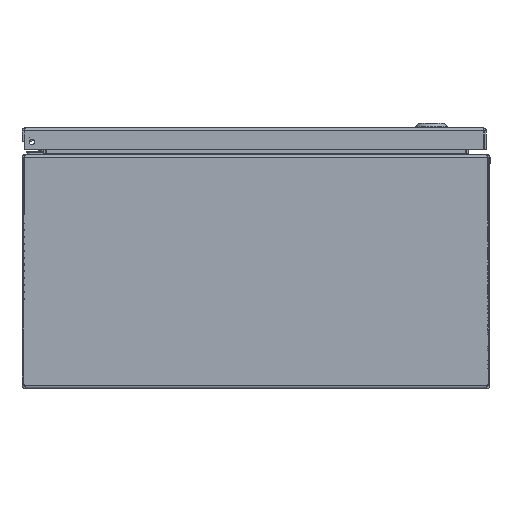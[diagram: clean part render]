
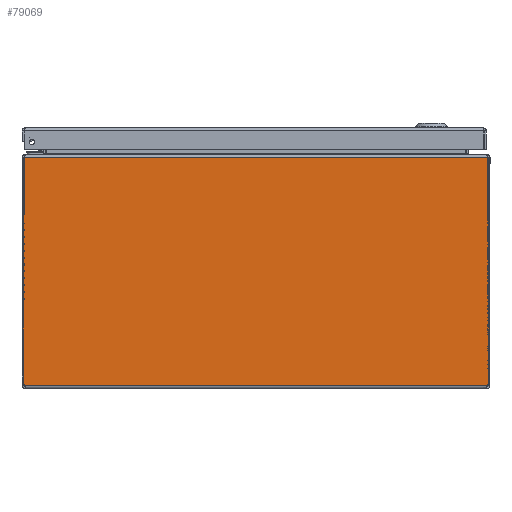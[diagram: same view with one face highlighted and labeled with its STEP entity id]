
A CAD part, front view. The second image highlights one B-rep face of the part: STEP entity #79069.
In plain terms, the highlighted planar face has unit normal (0, -1, 0).
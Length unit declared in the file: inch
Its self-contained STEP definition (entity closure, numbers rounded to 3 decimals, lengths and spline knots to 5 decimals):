
#2836 = CARTESIAN_POINT ( 'NONE',  ( 0.037, 0., 7.89475 ) ) ;
#2933 = EDGE_CURVE ( 'NONE', #10172, #48077, #68328, .T. ) ;
#10172 = VERTEX_POINT ( 'NONE', #80857 ) ;
#12169 = AXIS2_PLACEMENT_3D ( 'NONE', #97963, #104907, #31607 ) ;
#13042 = CIRCLE ( 'NONE', #87702, 0.068 ) ;
#16233 = DIRECTION ( 'NONE',  ( 1., 0., 0. ) ) ;
#17346 = EDGE_CURVE ( 'NONE', #17716, #86454, #41142, .T. ) ;
#17716 = VERTEX_POINT ( 'NONE', #51266 ) ;
#20609 = DIRECTION ( 'NONE',  ( 0., 0., 1. ) ) ;
#21038 = CARTESIAN_POINT ( 'NONE',  ( 15.963, 0., 0.10525 ) ) ;
#31064 = FACE_OUTER_BOUND ( 'NONE', #77316, .T. ) ;
#31607 = DIRECTION ( 'NONE',  ( 0., 0., 1. ) ) ;
#33716 = ORIENTED_EDGE ( 'NONE', *, *, #80689, .F. ) ;
#33946 = LINE ( 'NONE', #100371, #54940 ) ;
#34464 = CARTESIAN_POINT ( 'NONE',  ( 0.037, 0., 0.10525 ) ) ;
#36889 = EDGE_CURVE ( 'NONE', #106922, #106566, #97171, .T. ) ;
#38930 = VERTEX_POINT ( 'NONE', #71611 ) ;
#39655 = ORIENTED_EDGE ( 'NONE', *, *, #89551, .T. ) ;
#40263 = CARTESIAN_POINT ( 'NONE',  ( 0.11361, 0., 0.10525 ) ) ;
#40959 = CARTESIAN_POINT ( 'NONE',  ( 8., 0., 7.89475 ) ) ;
#41142 = LINE ( 'NONE', #21038, #71320 ) ;
#41399 = EDGE_CURVE ( 'NONE', #53350, #38930, #88333, .T. ) ;
#42354 = DIRECTION ( 'NONE',  ( 1., 0., 0. ) ) ;
#42412 = CARTESIAN_POINT ( 'NONE',  ( 15.963, 0., 0.12495 ) ) ;
#43350 = VECTOR ( 'NONE', #107012, 39.37008 ) ;
#44535 = DIRECTION ( 'NONE',  ( 0., 0., -1. ) ) ;
#46764 = VECTOR ( 'NONE', #16233, 39.37008 ) ;
#47897 = EDGE_CURVE ( 'NONE', #10172, #86454, #89846, .T. ) ;
#48077 = VERTEX_POINT ( 'NONE', #74551 ) ;
#50907 = EDGE_CURVE ( 'NONE', #106566, #53350, #74370, .T. ) ;
#51266 = CARTESIAN_POINT ( 'NONE',  ( 15.963, 0., 7.89475 ) ) ;
#53350 = VERTEX_POINT ( 'NONE', #99335 ) ;
#54940 = VECTOR ( 'NONE', #42354, 39.37008 ) ;
#55520 = ORIENTED_EDGE ( 'NONE', *, *, #2933, .F. ) ;
#56472 = PLANE ( 'NONE',  #12169 ) ;
#58163 = AXIS2_PLACEMENT_3D ( 'NONE', #103239, #86990, #44535 ) ;
#60598 = ORIENTED_EDGE ( 'NONE', *, *, #47897, .T. ) ;
#62279 = VECTOR ( 'NONE', #82053, 39.37008 ) ;
#64969 = DIRECTION ( 'NONE',  ( 0., 0., -1. ) ) ;
#65950 = ORIENTED_EDGE ( 'NONE', *, *, #36889, .F. ) ;
#67309 = ORIENTED_EDGE ( 'NONE', *, *, #50907, .F. ) ;
#68328 = LINE ( 'NONE', #40263, #43350 ) ;
#70396 = DIRECTION ( 'NONE',  ( 0., 0., -1. ) ) ;
#71320 = VECTOR ( 'NONE', #70396, 39.37008 ) ;
#71611 = CARTESIAN_POINT ( 'NONE',  ( 15.91495, 0., 7.89475 ) ) ;
#73564 = ORIENTED_EDGE ( 'NONE', *, *, #41399, .F. ) ;
#74370 = LINE ( 'NONE', #40959, #46764 ) ;
#74551 = CARTESIAN_POINT ( 'NONE',  ( 0.11361, 0., 0.10525 ) ) ;
#77316 = EDGE_LOOP ( 'NONE', ( #73564, #67309, #65950, #39655, #55520, #60598, #91367, #33716 ) ) ;
#79069 = ADVANCED_FACE ( 'NONE', ( #31064 ), #56472, .F. ) ;
#80689 = EDGE_CURVE ( 'NONE', #38930, #17716, #33946, .T. ) ;
#80857 = CARTESIAN_POINT ( 'NONE',  ( 15.88639, 0., 0.10525 ) ) ;
#82053 = DIRECTION ( 'NONE',  ( 1., 0., 0. ) ) ;
#82400 = CARTESIAN_POINT ( 'NONE',  ( 0.037, 0., 0.12495 ) ) ;
#82959 = VECTOR ( 'NONE', #20609, 39.37008 ) ;
#86454 = VERTEX_POINT ( 'NONE', #42412 ) ;
#86990 = DIRECTION ( 'NONE',  ( 0., 1., 0. ) ) ;
#87702 = AXIS2_PLACEMENT_3D ( 'NONE', #98752, #98388, #64969 ) ;
#88333 = LINE ( 'NONE', #99448, #62279 ) ;
#89551 = EDGE_CURVE ( 'NONE', #106922, #48077, #13042, .T. ) ;
#89846 = CIRCLE ( 'NONE', #58163, 0.068 ) ;
#91367 = ORIENTED_EDGE ( 'NONE', *, *, #17346, .F. ) ;
#97171 = LINE ( 'NONE', #34464, #82959 ) ;
#97963 = CARTESIAN_POINT ( 'NONE',  ( 8., 0., 4.0089 ) ) ;
#98388 = DIRECTION ( 'NONE',  ( 0., 1., 0. ) ) ;
#98752 = CARTESIAN_POINT ( 'NONE',  ( 0.06153, 0., 0.06153 ) ) ;
#99335 = CARTESIAN_POINT ( 'NONE',  ( 0.08505, 0., 7.89475 ) ) ;
#99448 = CARTESIAN_POINT ( 'NONE',  ( 8., 0., 7.89475 ) ) ;
#100371 = CARTESIAN_POINT ( 'NONE',  ( 8., 0., 7.89475 ) ) ;
#103239 = CARTESIAN_POINT ( 'NONE',  ( 15.93847, 0., 0.06153 ) ) ;
#104907 = DIRECTION ( 'NONE',  ( 0., 1., 0. ) ) ;
#106566 = VERTEX_POINT ( 'NONE', #2836 ) ;
#106922 = VERTEX_POINT ( 'NONE', #82400 ) ;
#107012 = DIRECTION ( 'NONE',  ( -1., 0., 0. ) ) ;
